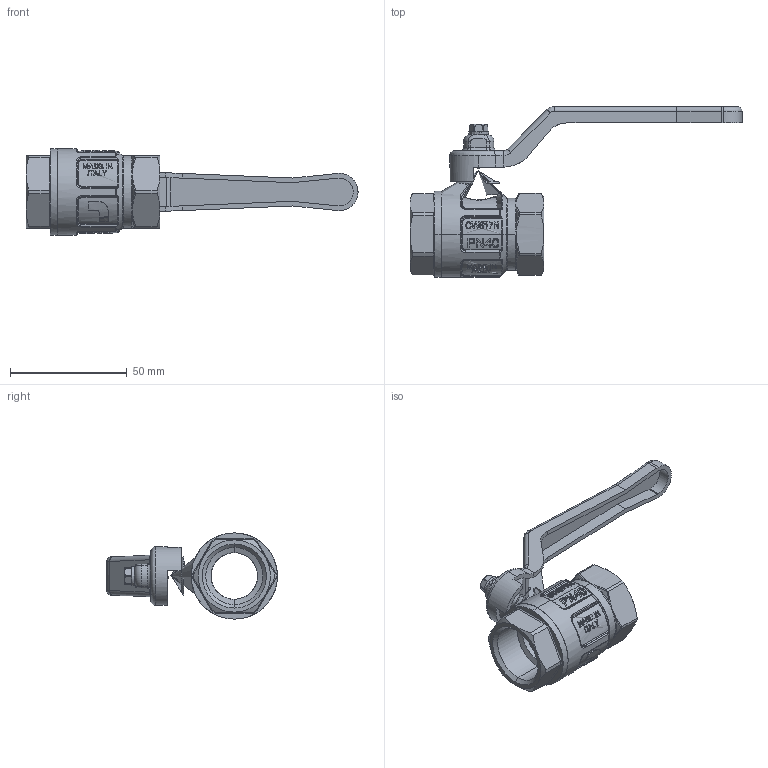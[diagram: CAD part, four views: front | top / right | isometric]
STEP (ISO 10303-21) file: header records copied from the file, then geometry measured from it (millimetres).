
FILE_DESCRIPTION (( 'STEP AP214' ), '1' );
FILE_NAME ('IT-IDEAL09005_R.STEP', '2018-09-21T09:51:45', ( '' ), ( '' ), 'SwSTEP 2.0', 'SolidWorks 2018', '' );
FILE_SCHEMA (( 'AUTOMOTIVE_DESIGN' ));
Length unit declared in the file: millimetre
Products named in the file (1): IT-IDEAL09005_R
Bounding box: 142.49 x 73.29 x 37 mm (x, y, z)
Surface area: 20362.8 mm2 (no closed solid volume)
Topology: 0 solids, 16 shells, 960 faces, 2316 edges, 1378 vertices
Faces by surface type: plane 361, bspline 267, cylinder 192, torus 74, cone 39, sphere 27
Entity records: 44811 total; most frequent: CARTESIAN_POINT 27894, ORIENTED_EDGE 4484, EDGE_CURVE 2263, B_SPLINE_CURVE_WITH_KNOTS 2183, DIRECTION 1388, VERTEX_POINT 1369, EDGE_LOOP 1032, ADVANCED_FACE 960
